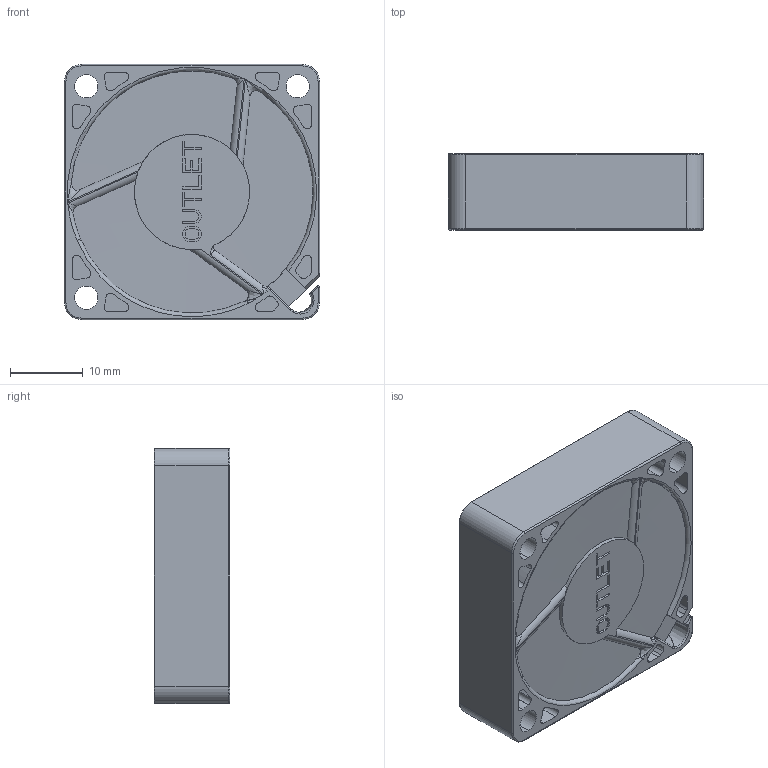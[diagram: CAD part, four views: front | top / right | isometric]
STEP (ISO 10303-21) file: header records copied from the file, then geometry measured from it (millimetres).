
FILE_DESCRIPTION((''),'2;1');
FILE_NAME('MF3510_FRAME_K201004110G-R3','2018-06-22T',('99010'),(''),'CREO PARAMETRIC BY PTC INC, 2014500','CREO PARAMETRIC BY PTC INC, 2014500','');
FILE_SCHEMA(('CONFIG_CONTROL_DESIGN'));
Length unit declared in the file: millimetre
Products named in the file (1): MF3510_FRAME_K201004110G-R3
Bounding box: 35 x 10.4 x 35 mm (x, y, z)
Volume: 11057.4 mm3; surface area: 4980 mm2
Topology: 1 solids, 1 shells, 400 faces, 1112 edges, 738 vertices
Faces by surface type: plane 223, cylinder 120, bspline 23, torus 19, cone 11, sphere 4
Entity records: 14666 total; most frequent: CARTESIAN_POINT 4454, ORIENTED_EDGE 2214, DIRECTION 2013, EDGE_CURVE 1107, VERTEX_POINT 738, AXIS2_PLACEMENT_3D 676, VECTOR 661, LINE 661
